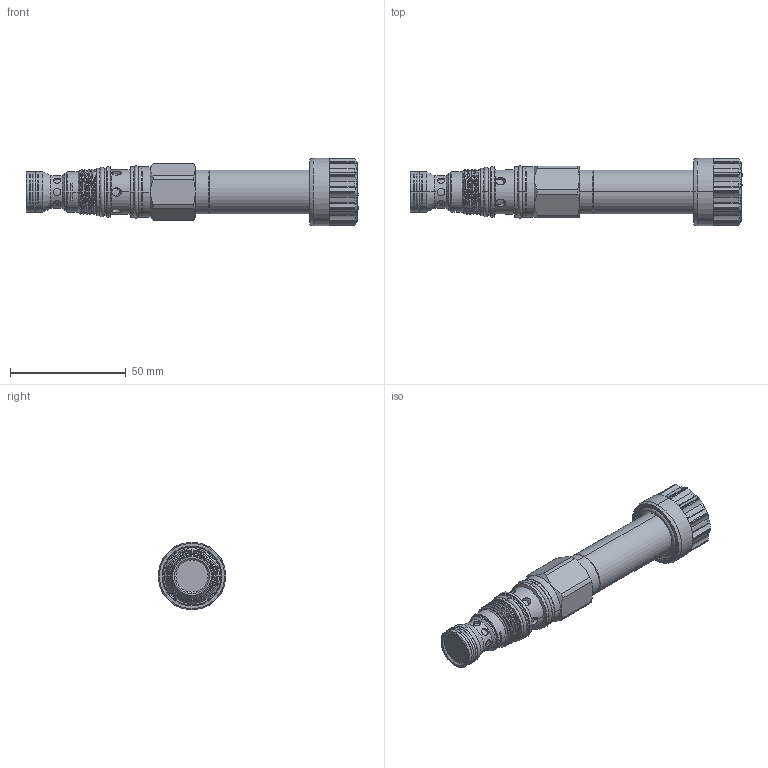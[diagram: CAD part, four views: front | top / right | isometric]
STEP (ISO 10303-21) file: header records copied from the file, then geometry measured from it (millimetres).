
FILE_DESCRIPTION (( 'STEP AP203' ), '1' );
FILE_NAME ('PFB11A3D-P.STEP', '2024-06-05T02:11:50', ( '' ), ( '' ), 'SwSTEP 2.0', 'SolidWorks 2018', '' );
FILE_SCHEMA (( 'CONFIG_CONTROL_DESIGN' ));
Length unit declared in the file: millimetre
Products named in the file (1): PFB11A3D-P
Bounding box: 143.67 x 29.2 x 29.2 mm (x, y, z)
Volume: 49363.5 mm3; surface area: 12751.3 mm2
Topology: 3 solids, 3 shells, 406 faces, 1016 edges, 654 vertices
Faces by surface type: cylinder 192, plane 117, cone 65, torus 18, bspline 14
Entity records: 16855 total; most frequent: CARTESIAN_POINT 7254, ORIENTED_EDGE 2028, DIRECTION 1941, EDGE_CURVE 1014, AXIS2_PLACEMENT_3D 746, VERTEX_POINT 654, EDGE_LOOP 450, VECTOR 449
